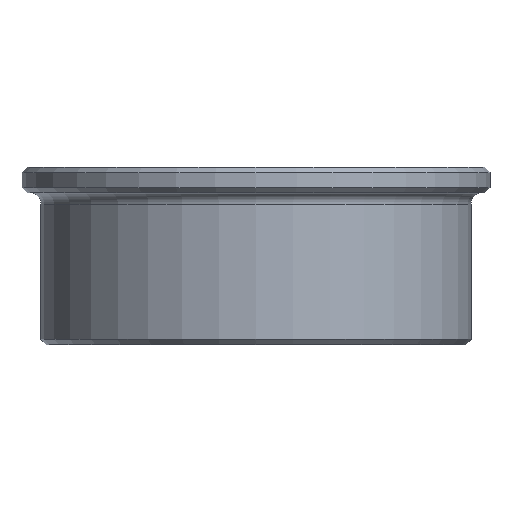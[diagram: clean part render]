
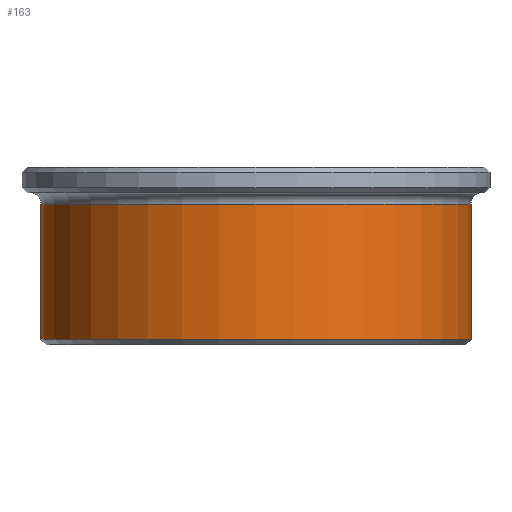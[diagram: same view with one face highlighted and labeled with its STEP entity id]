
A CAD part, front view. The second image highlights one B-rep face of the part: STEP entity #163.
In plain terms, the highlighted cylindrical face has radius 85 mm (diameter 170 mm), a full revolution.
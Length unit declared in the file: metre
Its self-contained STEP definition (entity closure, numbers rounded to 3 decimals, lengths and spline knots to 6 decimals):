
#163=ADVANCED_FACE('',(#199,#200),#201,.T.);
#199=FACE_OUTER_BOUND('',#2773,.T.);
#200=FACE_OUTER_BOUND('',#2774,.T.);
#201=CYLINDRICAL_SURFACE('',#2775,0.085);
#2773=EDGE_LOOP('',(#5378));
#2774=EDGE_LOOP('',(#5379));
#2775=AXIS2_PLACEMENT_3D('',#5380,#5381,#5382);
#5378=ORIENTED_EDGE('',*,*,#5431,.T.);
#5379=ORIENTED_EDGE('',*,*,#5432,.F.);
#5380=CARTESIAN_POINT('',(0.0,0.0,0.));
#5381=DIRECTION('',(0.0,0.,-1.0));
#5382=DIRECTION('',(0.0,1.0,0.));
#5431=EDGE_CURVE('',#5470,#5470,#5471,.T.);
#5432=EDGE_CURVE('',#5472,#5472,#5473,.T.);
#5470=VERTEX_POINT('',#5734);
#5471=CIRCLE('',#5735,0.085);
#5472=VERTEX_POINT('',#5736);
#5473=CIRCLE('',#5737,0.085);
#5734=CARTESIAN_POINT('',(0.0,0.085,0.0555));
#5735=AXIS2_PLACEMENT_3D('',#5781,#5782,#5783);
#5736=CARTESIAN_POINT('',(0.0,0.085,0.002));
#5737=AXIS2_PLACEMENT_3D('',#5784,#5785,#5786);
#5781=CARTESIAN_POINT('',(0.0,0.0,0.0555));
#5782=DIRECTION('',(0.0,0.,-1.0));
#5783=DIRECTION('',(0.0,1.0,0.));
#5784=CARTESIAN_POINT('',(0.0,0.0,0.002));
#5785=DIRECTION('',(0.0,0.,-1.0));
#5786=DIRECTION('',(0.0,1.0,0.));
